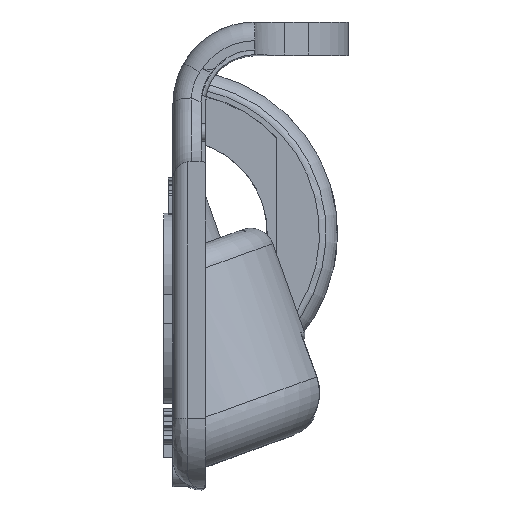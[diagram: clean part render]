
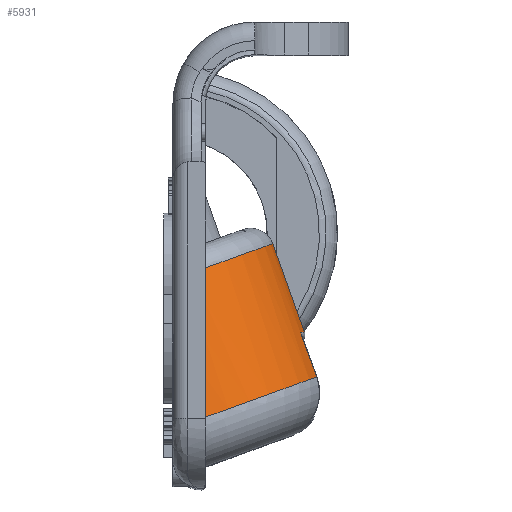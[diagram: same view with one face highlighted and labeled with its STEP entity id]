
A CAD part, top view. The second image highlights one B-rep face of the part: STEP entity #5931.
In plain terms, the highlighted cylindrical face has radius 35 mm (diameter 70 mm), a partial arc.
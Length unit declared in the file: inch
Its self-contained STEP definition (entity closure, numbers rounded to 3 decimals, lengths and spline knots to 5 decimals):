
#125=CYLINDRICAL_SURFACE('',#6408,1.37795);
#210=ELLIPSE('',#6409,4.02884,1.37795);
#211=ELLIPSE('',#6410,4.02884,1.37795);
#290=CIRCLE('',#6276,1.37795);
#291=CIRCLE('',#6279,1.37795);
#292=CIRCLE('',#6280,1.37795);
#293=CIRCLE('',#6282,1.37795);
#826=FACE_OUTER_BOUND('',#1147,.T.);
#1147=EDGE_LOOP('',(#4799,#4800,#4801,#4802,#4803,#4804,#4805,#4806));
#1711=LINE('',#24111,#2176);
#1712=LINE('',#24112,#2177);
#2176=VECTOR('',#7695,0.3937);
#2177=VECTOR('',#7696,0.3937);
#2728=VERTEX_POINT('',#19827);
#2825=VERTEX_POINT('',#23085);
#2827=VERTEX_POINT('',#23106);
#2832=VERTEX_POINT('',#23188);
#2834=VERTEX_POINT('',#23209);
#2835=VERTEX_POINT('',#23227);
#2837=VERTEX_POINT('',#23310);
#2839=VERTEX_POINT('',#23328);
#3517=EDGE_CURVE('',#2825,#2827,#290,.T.);
#3524=EDGE_CURVE('',#2728,#2832,#291,.T.);
#3526=EDGE_CURVE('',#2835,#2834,#292,.T.);
#3530=EDGE_CURVE('',#2839,#2837,#293,.T.);
#3696=EDGE_CURVE('',#2825,#2832,#210,.T.);
#3697=EDGE_CURVE('',#2835,#2827,#211,.T.);
#3698=EDGE_CURVE('',#2839,#2834,#1711,.T.);
#3699=EDGE_CURVE('',#2728,#2837,#1712,.T.);
#4799=ORIENTED_EDGE('',*,*,#3696,.F.);
#4800=ORIENTED_EDGE('',*,*,#3517,.T.);
#4801=ORIENTED_EDGE('',*,*,#3697,.F.);
#4802=ORIENTED_EDGE('',*,*,#3526,.T.);
#4803=ORIENTED_EDGE('',*,*,#3698,.F.);
#4804=ORIENTED_EDGE('',*,*,#3530,.T.);
#4805=ORIENTED_EDGE('',*,*,#3699,.F.);
#4806=ORIENTED_EDGE('',*,*,#3524,.T.);
#5931=ADVANCED_FACE('',(#826),#125,.T.);
#6276=AXIS2_PLACEMENT_3D('',#23125,#7377,#7378);
#6279=AXIS2_PLACEMENT_3D('',#23208,#7383,#7384);
#6280=AXIS2_PLACEMENT_3D('',#23228,#7385,#7386);
#6282=AXIS2_PLACEMENT_3D('',#23329,#7389,#7390);
#6408=AXIS2_PLACEMENT_3D('',#24108,#7689,#7690);
#6409=AXIS2_PLACEMENT_3D('',#24109,#7691,#7692);
#6410=AXIS2_PLACEMENT_3D('',#24110,#7693,#7694);
#7377=DIRECTION('center_axis',(0.342,-0.94,0.));
#7378=DIRECTION('ref_axis',(0.,0.,-1.));
#7383=DIRECTION('center_axis',(-0.342,0.94,0.));
#7384=DIRECTION('ref_axis',(0.,0.,-1.));
#7385=DIRECTION('center_axis',(-0.342,0.94,0.));
#7386=DIRECTION('ref_axis',(0.,0.,-1.));
#7389=DIRECTION('center_axis',(-0.342,0.94,0.));
#7390=DIRECTION('ref_axis',(0.,0.,-1.));
#7689=DIRECTION('center_axis',(-0.342,0.94,0.));
#7690=DIRECTION('ref_axis',(0.,0.,-1.));
#7691=DIRECTION('center_axis',(-1.,0.,0.));
#7692=DIRECTION('ref_axis',(0.,-1.,0.));
#7693=DIRECTION('center_axis',(-1.,0.,0.));
#7694=DIRECTION('ref_axis',(0.,-1.,0.));
#7695=DIRECTION('',(0.342,-0.94,0.));
#7696=DIRECTION('',(-0.342,0.94,0.));
#19827=CARTESIAN_POINT('',(-0.56559,-4.05143,5.37632));
#23085=CARTESIAN_POINT('',(-1.49941,-3.13441,4.5522));
#23106=CARTESIAN_POINT('',(-1.49941,-3.13441,6.82679));
#23125=CARTESIAN_POINT('Origin',(-2.23051,-3.40051,5.68949));
#23188=CARTESIAN_POINT('',(-1.49941,-4.39131,4.35624));
#23208=CARTESIAN_POINT('Origin',(-1.82655,-4.51039,5.68949));
#23209=CARTESIAN_POINT('',(-0.56559,-4.05143,6.00266));
#23227=CARTESIAN_POINT('',(-1.49941,-4.39131,7.02274));
#23228=CARTESIAN_POINT('Origin',(-1.82655,-4.51038,5.68949));
#23310=CARTESIAN_POINT('',(-0.70024,-3.68147,5.37632));
#23328=CARTESIAN_POINT('',(-0.70024,-3.68147,6.00266));
#23329=CARTESIAN_POINT('Origin',(-1.96121,-4.14043,5.68949));
#24108=CARTESIAN_POINT('Origin',(-1.82703,-4.50906,5.68949));
#24109=CARTESIAN_POINT('Origin',(-1.49941,-5.40919,5.68949));
#24110=CARTESIAN_POINT('Origin',(-1.49941,-5.40919,5.68949));
#24111=CARTESIAN_POINT('',(-0.70023,-3.68151,6.00266));
#24112=CARTESIAN_POINT('',(-0.67229,-3.75825,5.37632));
